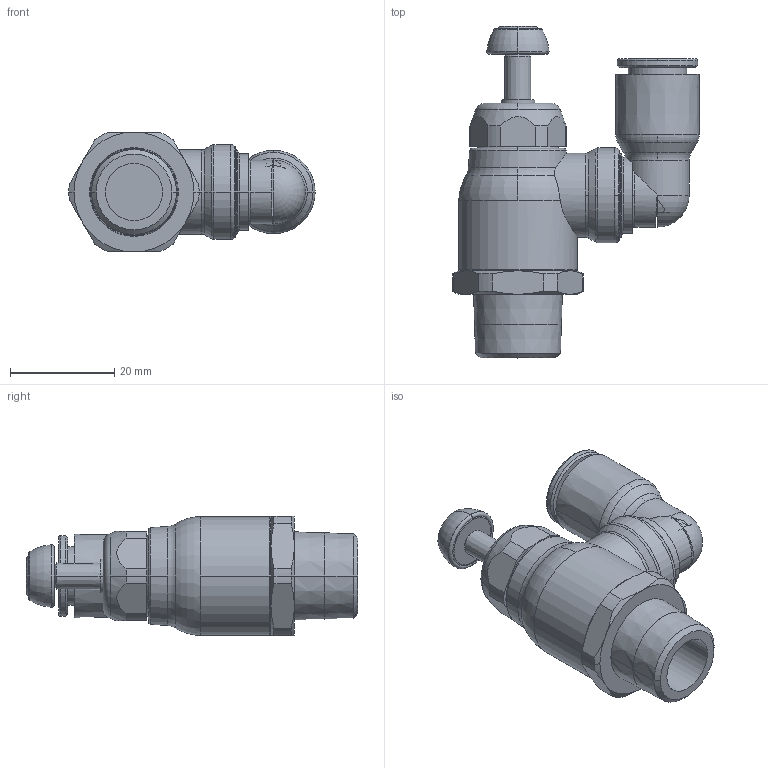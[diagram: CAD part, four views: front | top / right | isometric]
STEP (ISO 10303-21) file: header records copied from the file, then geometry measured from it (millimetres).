
FILE_DESCRIPTION(('STEP AP214'),'1');
FILE_NAME('7045_10_17.stp','2016-07-07T14:14:24',('TraceParts'),('TraceParts S.A.'),'Spatial InterOp 3D',' ',' ');
FILE_SCHEMA(('automotive_design'));
Length unit declared in the file: millimetre
Products named in the file (1): 1
Bounding box: 47.27 x 63.7 x 23 mm (x, y, z)
Volume: 23680.6 mm3; surface area: 6676 mm2
Topology: 1 solids, 1 shells, 167 faces, 437 edges, 283 vertices
Faces by surface type: cone 54, torus 49, cylinder 36, plane 28
Entity records: 5616 total; most frequent: CARTESIAN_POINT 1374, DIRECTION 995, ORIENTED_EDGE 870, AXIS2_PLACEMENT_3D 448, EDGE_CURVE 435, VERTEX_POINT 283, CIRCLE 280, EDGE_LOOP 180
